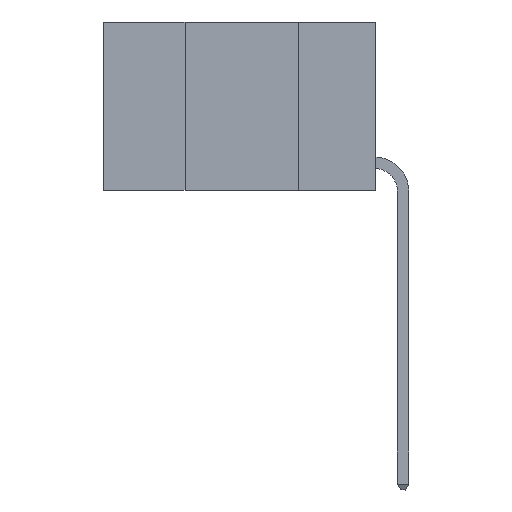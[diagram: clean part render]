
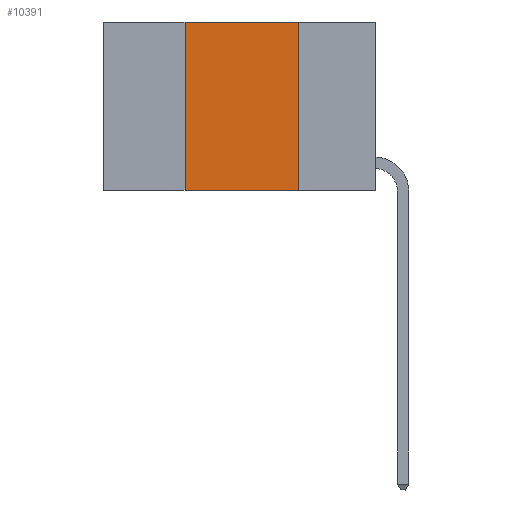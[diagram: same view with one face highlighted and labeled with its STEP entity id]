
A CAD part, left-side view. The second image highlights one B-rep face of the part: STEP entity #10391.
In plain terms, the highlighted planar face has unit normal (-1, 0, 0).
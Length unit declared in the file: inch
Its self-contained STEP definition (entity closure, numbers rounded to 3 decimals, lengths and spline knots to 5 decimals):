
#279 = ORIENTED_EDGE ( 'NONE', *, *, #12779, .F. ) ;
#1208 = EDGE_LOOP ( 'NONE', ( #279, #1339, #7554, #13116 ) ) ;
#1339 = ORIENTED_EDGE ( 'NONE', *, *, #17480, .F. ) ;
#2631 = CARTESIAN_POINT ( 'NONE',  ( 0., 0.17, 0. ) ) ;
#3180 = EDGE_CURVE ( 'NONE', #24118, #17649, #23615, .T. ) ;
#5120 = LINE ( 'NONE', #19327, #24017 ) ;
#5431 = FACE_OUTER_BOUND ( 'NONE', #1208, .T. ) ;
#5602 = CARTESIAN_POINT ( 'NONE',  ( 0., 0.17, 0. ) ) ;
#6942 = AXIS2_PLACEMENT_3D ( 'NONE', #15381, #9935, #7414 ) ;
#7414 = DIRECTION ( 'NONE',  ( 0., 0., -1. ) ) ;
#7554 = ORIENTED_EDGE ( 'NONE', *, *, #3180, .F. ) ;
#8372 = CARTESIAN_POINT ( 'NONE',  ( 0., 0.17, -0.37 ) ) ;
#8805 = VERTEX_POINT ( 'NONE', #8372 ) ;
#9689 = VECTOR ( 'NONE', #23246, 39.37008 ) ;
#9935 = DIRECTION ( 'NONE',  ( 1., 0., 0. ) ) ;
#10391 = ADVANCED_FACE ( 'NONE', ( #5431 ), #13669, .F. ) ;
#11259 = VECTOR ( 'NONE', #17181, 39.37008 ) ;
#12779 = EDGE_CURVE ( 'NONE', #20949, #8805, #23795, .T. ) ;
#13116 = ORIENTED_EDGE ( 'NONE', *, *, #23737, .T. ) ;
#13275 = CARTESIAN_POINT ( 'NONE',  ( 0., 0.6, 0. ) ) ;
#13669 = PLANE ( 'NONE',  #6942 ) ;
#15381 = CARTESIAN_POINT ( 'NONE',  ( 0., 0.6, 0. ) ) ;
#15927 = CARTESIAN_POINT ( 'NONE',  ( 0., 0.42, 0. ) ) ;
#17181 = DIRECTION ( 'NONE',  ( 0., 0., -1. ) ) ;
#17227 = DIRECTION ( 'NONE',  ( 0., -1., 0. ) ) ;
#17263 = CARTESIAN_POINT ( 'NONE',  ( 0., 0.42, 0. ) ) ;
#17480 = EDGE_CURVE ( 'NONE', #17649, #20949, #25483, .T. ) ;
#17649 = VERTEX_POINT ( 'NONE', #15927 ) ;
#19327 = CARTESIAN_POINT ( 'NONE',  ( 0., 0.6, -0.37 ) ) ;
#20949 = VERTEX_POINT ( 'NONE', #2631 ) ;
#21111 = DIRECTION ( 'NONE',  ( 0., 0., 1. ) ) ;
#23246 = DIRECTION ( 'NONE',  ( 0., -1., 0. ) ) ;
#23414 = CARTESIAN_POINT ( 'NONE',  ( 0., 0.42, -0.37 ) ) ;
#23615 = LINE ( 'NONE', #17263, #25594 ) ;
#23737 = EDGE_CURVE ( 'NONE', #24118, #8805, #5120, .T. ) ;
#23795 = LINE ( 'NONE', #5602, #11259 ) ;
#24017 = VECTOR ( 'NONE', #17227, 39.37008 ) ;
#24118 = VERTEX_POINT ( 'NONE', #23414 ) ;
#25483 = LINE ( 'NONE', #13275, #9689 ) ;
#25594 = VECTOR ( 'NONE', #21111, 39.37008 ) ;
